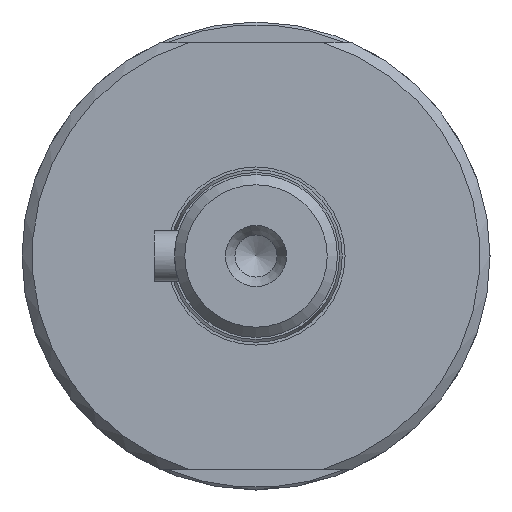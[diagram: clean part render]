
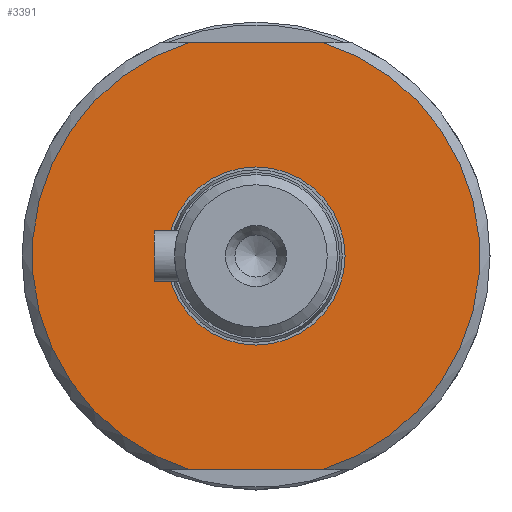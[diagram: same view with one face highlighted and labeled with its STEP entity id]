
A CAD part, left-side view. The second image highlights one B-rep face of the part: STEP entity #3391.
In plain terms, the highlighted planar face has unit normal (-1, 0, 0).
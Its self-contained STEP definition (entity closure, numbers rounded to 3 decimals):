
#292=FACE_BOUND('',#1231,.T.);
#549=LINE('',#5719,#819);
#550=LINE('',#5721,#820);
#819=VECTOR('',#4556,10.);
#820=VECTOR('',#4557,10.);
#1030=FACE_OUTER_BOUND('',#1230,.T.);
#1230=EDGE_LOOP('',(#3007,#3008,#3009,#3010));
#1231=EDGE_LOOP('',(#3011,#3012));
#1374=CIRCLE('',#3704,8.75);
#1375=CIRCLE('',#3705,8.75);
#1377=CIRCLE('',#3708,22.);
#1378=CIRCLE('',#3710,22.);
#1677=VERTEX_POINT('',#5699);
#1678=VERTEX_POINT('',#5701);
#1679=VERTEX_POINT('',#5705);
#1682=VERTEX_POINT('',#5712);
#1683=VERTEX_POINT('',#5718);
#1684=VERTEX_POINT('',#5720);
#2125=EDGE_CURVE('',#1678,#1677,#1374,.T.);
#2126=EDGE_CURVE('',#1677,#1678,#1375,.T.);
#2130=EDGE_CURVE('',#1682,#1679,#1377,.T.);
#2131=EDGE_CURVE('',#1683,#1679,#549,.T.);
#2132=EDGE_CURVE('',#1682,#1684,#550,.T.);
#2133=EDGE_CURVE('',#1683,#1684,#1378,.T.);
#3007=ORIENTED_EDGE('',*,*,#2131,.T.);
#3008=ORIENTED_EDGE('',*,*,#2130,.F.);
#3009=ORIENTED_EDGE('',*,*,#2132,.T.);
#3010=ORIENTED_EDGE('',*,*,#2133,.F.);
#3011=ORIENTED_EDGE('',*,*,#2125,.T.);
#3012=ORIENTED_EDGE('',*,*,#2126,.T.);
#3222=PLANE('',#3709);
#3391=ADVANCED_FACE('',(#1030,#292),#3222,.T.);
#3704=AXIS2_PLACEMENT_3D('',#5702,#4544,#4545);
#3705=AXIS2_PLACEMENT_3D('',#5703,#4546,#4547);
#3708=AXIS2_PLACEMENT_3D('',#5716,#4552,#4553);
#3709=AXIS2_PLACEMENT_3D('',#5717,#4554,#4555);
#3710=AXIS2_PLACEMENT_3D('',#5722,#4558,#4559);
#4544=DIRECTION('center_axis',(1.,0.,0.));
#4545=DIRECTION('ref_axis',(0.,-1.,0.));
#4546=DIRECTION('center_axis',(1.,0.,0.));
#4547=DIRECTION('ref_axis',(0.,-1.,0.));
#4552=DIRECTION('center_axis',(1.,0.,0.));
#4553=DIRECTION('ref_axis',(0.,-1.,0.));
#4554=DIRECTION('center_axis',(-1.,0.,0.));
#4555=DIRECTION('ref_axis',(0.,0.,
-1.));
#4556=DIRECTION('',(0.,1.,0.));
#4557=DIRECTION('',(0.,-1.,0.));
#4558=DIRECTION('center_axis',(1.,0.,0.));
#4559=DIRECTION('ref_axis',(0.,-1.,0.));
#5699=CARTESIAN_POINT('',(-134.5,8.75,0.));
#5701=CARTESIAN_POINT('',(-134.5,-8.75,0.));
#5702=CARTESIAN_POINT('Origin',(-134.5,0.,0.));
#5703=CARTESIAN_POINT('Origin',(-134.5,0.,0.));
#5705=CARTESIAN_POINT('',(-134.5,6.557,21.));
#5712=CARTESIAN_POINT('',(-134.5,6.557,-21.));
#5716=CARTESIAN_POINT('Origin',(-134.5,0.,0.));
#5717=CARTESIAN_POINT('Origin',(-134.5,-15.375,0.));
#5718=CARTESIAN_POINT('',(-134.5,-6.557,21.));
#5719=CARTESIAN_POINT('',(-134.5,0.91,21.));
#5720=CARTESIAN_POINT('',(-134.5,-6.557,-21.));
#5721=CARTESIAN_POINT('',(-134.5,-15.688,-21.));
#5722=CARTESIAN_POINT('Origin',(-134.5,0.,0.));
